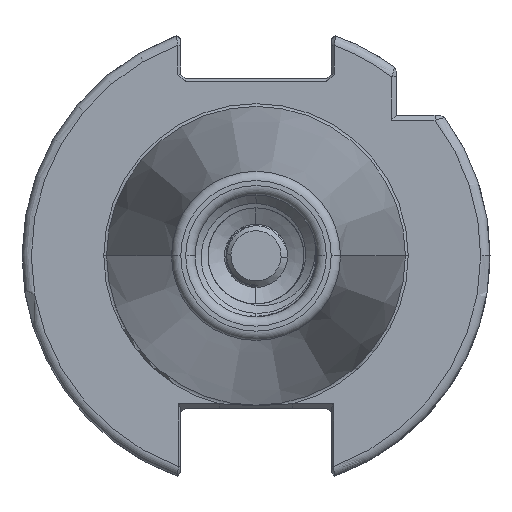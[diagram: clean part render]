
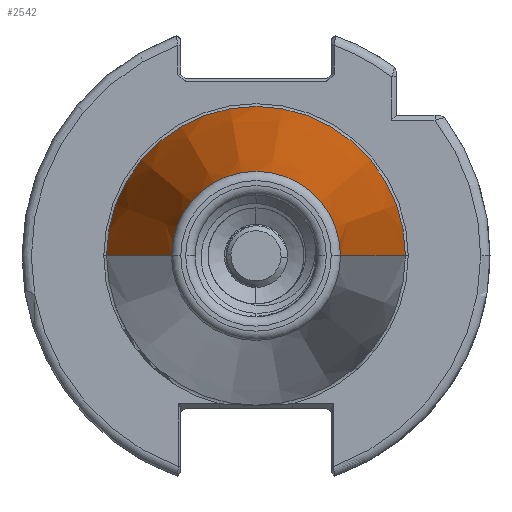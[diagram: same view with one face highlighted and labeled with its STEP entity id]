
A CAD part, left-side view. The second image highlights one B-rep face of the part: STEP entity #2542.
In plain terms, the highlighted conical face has half-angle 8.297 degrees and reference radius 16.342 mm.
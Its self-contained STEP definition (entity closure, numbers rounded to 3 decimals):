
#544 = CARTESIAN_POINT ( 'NONE',  ( -50.144, 9.029, 0. ) ) ;
#545 = CARTESIAN_POINT ( 'NONE',  ( -50.144, -9.029, 0. ) ) ;
#577 = CARTESIAN_POINT ( 'NONE',  ( -2.6, 0., 15.962 ) ) ;
#618 = CARTESIAN_POINT ( 'NONE',  ( -2.6, 15.962, 0. ) ) ;
#622 = CARTESIAN_POINT ( 'NONE',  ( -2.6, -15.962, 0. ) ) ;
#1289 = CIRCLE ( 'NONE', #13255, 15.962 ) ;
#1291 = VECTOR ( 'NONE', #19379, 1000. ) ;
#1306 = LINE ( 'NONE', #19413, #1291 ) ;
#1708 = CIRCLE ( 'NONE', #9529, 9.029 ) ;
#1719 = LINE ( 'NONE', #2853, #1752 ) ;
#1752 = VECTOR ( 'NONE', #2844, 1000. ) ;
#1761 = CIRCLE ( 'NONE', #13252, 15.962 ) ;
#2104 = EDGE_CURVE ( 'NONE', #14985, #14970, #1708, .T. ) ;
#2129 = EDGE_CURVE ( 'NONE', #14970, #15054, #1719, .T. ) ;
#2134 = EDGE_CURVE ( 'NONE', #15060, #15043, #1761, .T. ) ;
#2190 = EDGE_CURVE ( 'NONE', #14985, #15043, #1306, .T. ) ;
#2198 = EDGE_CURVE ( 'NONE', #15054, #15060, #1289, .T. ) ;
#2542 = ADVANCED_FACE ( 'NONE', ( #3190 ), #3195, .T. ) ;
#2750 = CARTESIAN_POINT ( 'NONE',  ( -50.144, 0., 0. ) ) ;
#2770 = DIRECTION ( 'NONE',  ( 0., -1., 0. ) ) ;
#2781 = DIRECTION ( 'NONE',  ( 1., 0., 0. ) ) ;
#2844 = DIRECTION ( 'NONE',  ( 0.99, -0.144, 0. ) ) ;
#2853 = CARTESIAN_POINT ( 'NONE',  ( 0., -16.342, 0. ) ) ;
#2874 = DIRECTION ( 'NONE',  ( 0., 0., 1. ) ) ;
#2880 = DIRECTION ( 'NONE',  ( -1., 0., 0. ) ) ;
#2906 = CARTESIAN_POINT ( 'NONE',  ( -2.6, 0., 0. ) ) ;
#3190 = FACE_OUTER_BOUND ( 'NONE', #9107, .T. ) ;
#3195 = CONICAL_SURFACE ( 'NONE', #13440, 16.342, 0.145 ) ;
#9107 = EDGE_LOOP ( 'NONE', ( #15699, #15684, #15669, #15707, #15700 ) ) ;
#9529 = AXIS2_PLACEMENT_3D ( 'NONE', #2750, #2781, #2770 ) ;
#13252 = AXIS2_PLACEMENT_3D ( 'NONE', #2906, #2880, #2874 ) ;
#13255 = AXIS2_PLACEMENT_3D ( 'NONE', #18979, #18964, #18968 ) ;
#13440 = AXIS2_PLACEMENT_3D ( 'NONE', #14568, #14603, #14586 ) ;
#14568 = CARTESIAN_POINT ( 'NONE',  ( 0., 0., 0. ) ) ;
#14586 = DIRECTION ( 'NONE',  ( 0., 1., 0. ) ) ;
#14603 = DIRECTION ( 'NONE',  ( 1., 0., 0. ) ) ;
#14970 = VERTEX_POINT ( 'NONE', #545 ) ;
#14985 = VERTEX_POINT ( 'NONE', #544 ) ;
#15043 = VERTEX_POINT ( 'NONE', #618 ) ;
#15054 = VERTEX_POINT ( 'NONE', #622 ) ;
#15060 = VERTEX_POINT ( 'NONE', #577 ) ;
#15669 = ORIENTED_EDGE ( 'NONE', *, *, #2198, .T. ) ;
#15684 = ORIENTED_EDGE ( 'NONE', *, *, #2129, .T. ) ;
#15699 = ORIENTED_EDGE ( 'NONE', *, *, #2104, .T. ) ;
#15700 = ORIENTED_EDGE ( 'NONE', *, *, #2190, .F. ) ;
#15707 = ORIENTED_EDGE ( 'NONE', *, *, #2134, .T. ) ;
#18964 = DIRECTION ( 'NONE',  ( -1., 0., 0. ) ) ;
#18968 = DIRECTION ( 'NONE',  ( 0., 0., 1. ) ) ;
#18979 = CARTESIAN_POINT ( 'NONE',  ( -2.6, 0., 0. ) ) ;
#19379 = DIRECTION ( 'NONE',  ( 0.99, 0.144, 0. ) ) ;
#19413 = CARTESIAN_POINT ( 'NONE',  ( 0., 16.342, 0. ) ) ;
